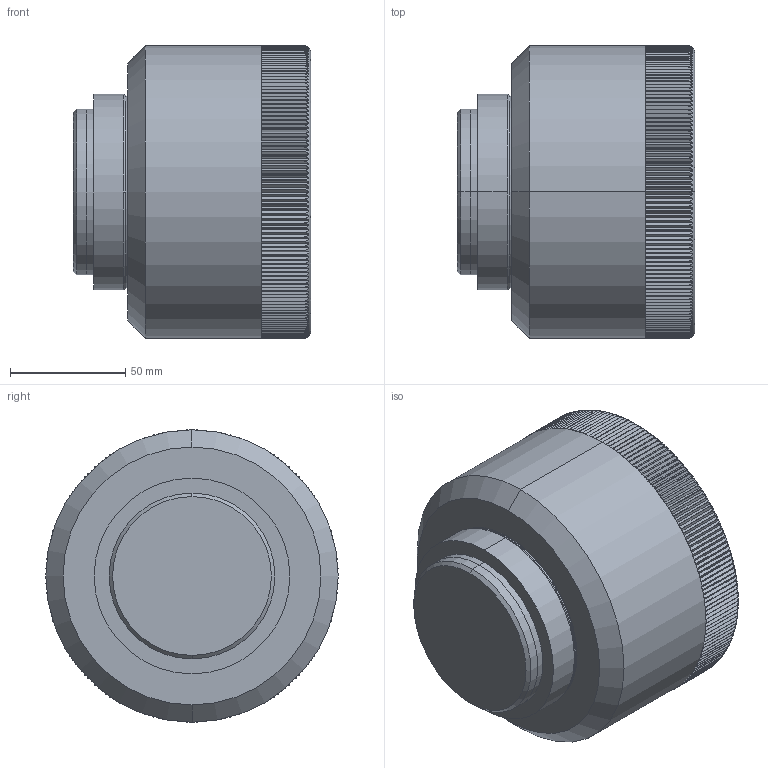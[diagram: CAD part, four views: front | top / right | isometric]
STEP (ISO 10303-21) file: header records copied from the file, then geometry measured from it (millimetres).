
FILE_DESCRIPTION (( 'STEP AP203' ), '1' );
FILE_NAME ('S4LFT3170_199_01.STEP', '2020-12-22T07:26:47', ( '' ), ( '' ), 'SwSTEP 2.0', 'SolidWorks 2017', '' );
FILE_SCHEMA (( 'CONFIG_CONTROL_DESIGN' ));
Length unit declared in the file: millimetre
Products named in the file (1): S4LFT3170_199_01
Bounding box: 103.12 x 127 x 127 mm (x, y, z)
Volume: 1110544.4 mm3; surface area: 65809.6 mm2
Topology: 1 solids, 1 shells, 601 faces, 1772 edges, 1177 vertices
Faces by surface type: plane 386, cylinder 201, torus 8, cone 6
Entity records: 23504 total; most frequent: CARTESIAN_POINT 7731, ORIENTED_EDGE 3544, DIRECTION 3021, EDGE_CURVE 1772, VERTEX_POINT 1177, AXIS2_PLACEMENT_3D 1027, VECTOR 967, LINE 967
